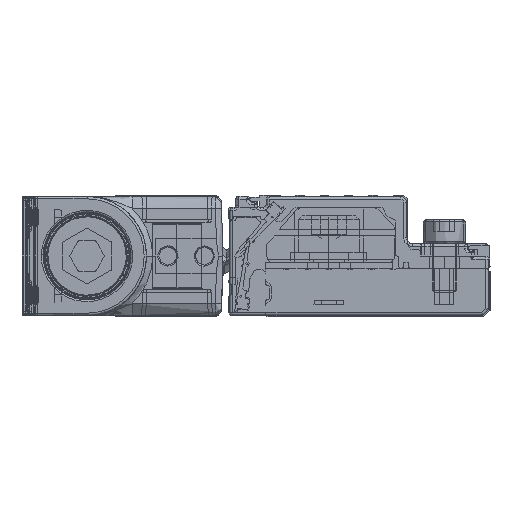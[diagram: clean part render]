
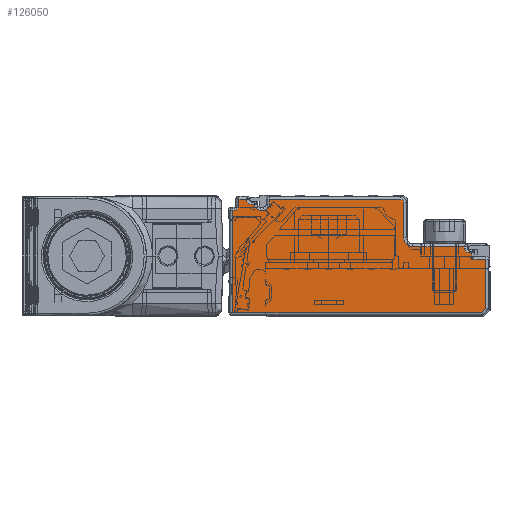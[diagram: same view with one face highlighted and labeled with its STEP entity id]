
A CAD part, left-side view. The second image highlights one B-rep face of the part: STEP entity #126050.
In plain terms, the highlighted planar face has unit normal (-1, 0, 0).
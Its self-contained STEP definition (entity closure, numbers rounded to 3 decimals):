
#125768=AXIS2_PLACEMENT_3D('Circle Axis2P3D',#125766,#125767,$) ;
#125907=AXIS2_PLACEMENT_3D('Plane Axis2P3D',#125904,#125905,#125906) ;
#125930=AXIS2_PLACEMENT_3D('Circle Axis2P3D',#125928,#125929,$) ;
#125944=AXIS2_PLACEMENT_3D('Circle Axis2P3D',#125942,#125943,$) ;
#125965=AXIS2_PLACEMENT_3D('Circle Axis2P3D',#125963,#125964,$) ;
#125979=AXIS2_PLACEMENT_3D('Circle Axis2P3D',#125977,#125978,$) ;
#125993=AXIS2_PLACEMENT_3D('Circle Axis2P3D',#125991,#125992,$) ;
#126014=AXIS2_PLACEMENT_3D('Circle Axis2P3D',#126012,#126013,$) ;
#121403=CARTESIAN_POINT('Vertex',(-3578.,42.3,-7.3)) ;
#121406=CARTESIAN_POINT('Line Origine',(-3578.,42.3,2.)) ;
#121410=CARTESIAN_POINT('Vertex',(-3578.,42.3,9.5)) ;
#121734=CARTESIAN_POINT('Vertex',(-3578.,1.407,-7.3)) ;
#121737=CARTESIAN_POINT('Line Origine',(-3578.,23.168,-7.3)) ;
#121774=CARTESIAN_POINT('Vertex',(-3578.,0.7,-6.593)) ;
#121777=CARTESIAN_POINT('Line Origine',(-3578.,-1.246,-4.646)) ;
#121814=CARTESIAN_POINT('Vertex',(-3578.,0.7,1.5)) ;
#121817=CARTESIAN_POINT('Line Origine',(-3578.,0.7,2.)) ;
#125683=CARTESIAN_POINT('Vertex',(-3578.,3.,2.5)) ;
#125739=CARTESIAN_POINT('Vertex',(-3578.,3.4,2.5)) ;
#125742=CARTESIAN_POINT('Line Origine',(-3578.,21.5,2.5)) ;
#125763=CARTESIAN_POINT('Vertex',(-3578.,4.2,3.3)) ;
#125766=CARTESIAN_POINT('Axis2P3D Location',(-3578.,3.4,3.3)) ;
#125889=CARTESIAN_POINT('Vertex',(-3578.,3.,1.5)) ;
#125892=CARTESIAN_POINT('Line Origine',(-3578.,21.5,1.5)) ;
#125904=CARTESIAN_POINT('Axis2P3D Location',(-3578.,0.2,-7.8)) ;
#125909=CARTESIAN_POINT('Line Origine',(-3578.,3.,2.)) ;
#125914=CARTESIAN_POINT('Line Origine',(-3578.,4.2,3.4)) ;
#125918=CARTESIAN_POINT('Vertex',(-3578.,4.2,3.5)) ;
#125921=CARTESIAN_POINT('Line Origine',(-3578.,8.45,3.5)) ;
#125925=CARTESIAN_POINT('Vertex',(-3578.,12.7,3.5)) ;
#125928=CARTESIAN_POINT('Axis2P3D Location',(-3578.,12.7,5.)) ;
#125932=CARTESIAN_POINT('Vertex',(-3578.,14.2,5.)) ;
#125935=CARTESIAN_POINT('Line Origine',(-3578.,14.2,7.9)) ;
#125939=CARTESIAN_POINT('Vertex',(-3578.,14.2,10.8)) ;
#125942=CARTESIAN_POINT('Axis2P3D Location',(-3578.,14.7,10.8)) ;
#125946=CARTESIAN_POINT('Vertex',(-3578.,14.7,11.3)) ;
#125949=CARTESIAN_POINT('Line Origine',(-3578.,25.5,11.3)) ;
#125953=CARTESIAN_POINT('Vertex',(-3578.,36.3,11.3)) ;
#125956=CARTESIAN_POINT('Line Origine',(-3578.,36.3,10.9)) ;
#125960=CARTESIAN_POINT('Vertex',(-3578.,36.3,10.5)) ;
#125963=CARTESIAN_POINT('Axis2P3D Location',(-3578.,37.3,10.5)) ;
#125967=CARTESIAN_POINT('Vertex',(-3578.,37.3,9.5)) ;
#125970=CARTESIAN_POINT('Line Origine',(-3578.,37.55,9.5)) ;
#125974=CARTESIAN_POINT('Vertex',(-3578.,37.8,9.5)) ;
#125977=CARTESIAN_POINT('Axis2P3D Location',(-3578.,37.8,10.5)) ;
#125981=CARTESIAN_POINT('Vertex',(-3578.,38.8,10.5)) ;
#125984=CARTESIAN_POINT('Line Origine',(-3578.,39.05,10.5)) ;
#125988=CARTESIAN_POINT('Vertex',(-3578.,39.3,10.5)) ;
#125991=CARTESIAN_POINT('Axis2P3D Location',(-3578.,39.3,11.3)) ;
#125995=CARTESIAN_POINT('Vertex',(-3578.,40.1,11.3)) ;
#125998=CARTESIAN_POINT('Line Origine',(-3578.,40.7,11.3)) ;
#126002=CARTESIAN_POINT('Vertex',(-3578.,41.3,11.3)) ;
#126005=CARTESIAN_POINT('Line Origine',(-3578.,41.3,10.8)) ;
#126009=CARTESIAN_POINT('Vertex',(-3578.,41.3,10.3)) ;
#126012=CARTESIAN_POINT('Axis2P3D Location',(-3578.,42.1,10.3)) ;
#126016=CARTESIAN_POINT('Vertex',(-3578.,42.1,9.5)) ;
#126019=CARTESIAN_POINT('Line Origine',(-3578.,42.2,9.5)) ;
#121407=DIRECTION('Vector Direction',(0.,0.,1.)) ;
#121738=DIRECTION('Vector Direction',(0.,1.,0.)) ;
#121778=DIRECTION('Vector Direction',(0.,0.707,-0.707)) ;
#121818=DIRECTION('Vector Direction',(0.,0.,-1.)) ;
#125743=DIRECTION('Vector Direction',(0.,-1.,0.)) ;
#125767=DIRECTION('Axis2P3D Direction',(1.,0.,0.)) ;
#125893=DIRECTION('Vector Direction',(0.,-1.,0.)) ;
#125905=DIRECTION('Axis2P3D Direction',(-1.,0.,0.)) ;
#125906=DIRECTION('Axis2P3D XDirection',(0.,0.,1.)) ;
#125910=DIRECTION('Vector Direction',(0.,0.,1.)) ;
#125915=DIRECTION('Vector Direction',(0.,0.,-1.)) ;
#125922=DIRECTION('Vector Direction',(0.,1.,0.)) ;
#125929=DIRECTION('Axis2P3D Direction',(-1.,0.,0.)) ;
#125936=DIRECTION('Vector Direction',(0.,0.,1.)) ;
#125943=DIRECTION('Axis2P3D Direction',(-1.,0.,0.)) ;
#125950=DIRECTION('Vector Direction',(0.,1.,0.)) ;
#125957=DIRECTION('Vector Direction',(0.,0.,-1.)) ;
#125964=DIRECTION('Axis2P3D Direction',(-1.,0.,0.)) ;
#125971=DIRECTION('Vector Direction',(0.,1.,0.)) ;
#125978=DIRECTION('Axis2P3D Direction',(-1.,0.,0.)) ;
#125985=DIRECTION('Vector Direction',(0.,-1.,0.)) ;
#125992=DIRECTION('Axis2P3D Direction',(-1.,0.,0.)) ;
#125999=DIRECTION('Vector Direction',(0.,1.,0.)) ;
#126006=DIRECTION('Vector Direction',(0.,0.,-1.)) ;
#126013=DIRECTION('Axis2P3D Direction',(-1.,0.,0.)) ;
#126020=DIRECTION('Vector Direction',(0.,1.,0.)) ;
#121408=VECTOR('Line Direction',#121407,1.) ;
#121739=VECTOR('Line Direction',#121738,1.) ;
#121779=VECTOR('Line Direction',#121778,1.) ;
#121819=VECTOR('Line Direction',#121818,1.) ;
#125744=VECTOR('Line Direction',#125743,1.) ;
#125894=VECTOR('Line Direction',#125893,1.) ;
#125911=VECTOR('Line Direction',#125910,1.) ;
#125916=VECTOR('Line Direction',#125915,1.) ;
#125923=VECTOR('Line Direction',#125922,1.) ;
#125937=VECTOR('Line Direction',#125936,1.) ;
#125951=VECTOR('Line Direction',#125950,1.) ;
#125958=VECTOR('Line Direction',#125957,1.) ;
#125972=VECTOR('Line Direction',#125971,1.) ;
#125986=VECTOR('Line Direction',#125985,1.) ;
#126000=VECTOR('Line Direction',#125999,1.) ;
#126007=VECTOR('Line Direction',#126006,1.) ;
#126021=VECTOR('Line Direction',#126020,1.) ;
#126025=ORIENTED_EDGE('',*,*,#125913,.T.) ;
#126026=ORIENTED_EDGE('',*,*,#125746,.T.) ;
#126027=ORIENTED_EDGE('',*,*,#125770,.T.) ;
#126028=ORIENTED_EDGE('',*,*,#125920,.T.) ;
#126029=ORIENTED_EDGE('',*,*,#125927,.T.) ;
#126030=ORIENTED_EDGE('',*,*,#125934,.T.) ;
#126031=ORIENTED_EDGE('',*,*,#125941,.T.) ;
#126032=ORIENTED_EDGE('',*,*,#125948,.T.) ;
#126033=ORIENTED_EDGE('',*,*,#125955,.T.) ;
#126034=ORIENTED_EDGE('',*,*,#125962,.T.) ;
#126035=ORIENTED_EDGE('',*,*,#125969,.T.) ;
#126036=ORIENTED_EDGE('',*,*,#125976,.T.) ;
#126037=ORIENTED_EDGE('',*,*,#125983,.T.) ;
#126038=ORIENTED_EDGE('',*,*,#125990,.T.) ;
#126039=ORIENTED_EDGE('',*,*,#125997,.T.) ;
#126040=ORIENTED_EDGE('',*,*,#126004,.T.) ;
#126041=ORIENTED_EDGE('',*,*,#126011,.T.) ;
#126042=ORIENTED_EDGE('',*,*,#126018,.T.) ;
#126043=ORIENTED_EDGE('',*,*,#126023,.T.) ;
#126044=ORIENTED_EDGE('',*,*,#121412,.T.) ;
#126045=ORIENTED_EDGE('',*,*,#121741,.T.) ;
#126046=ORIENTED_EDGE('',*,*,#121781,.T.) ;
#126047=ORIENTED_EDGE('',*,*,#121821,.T.) ;
#126048=ORIENTED_EDGE('',*,*,#125896,.T.) ;
#126050=ADVANCED_FACE('\X2\FF8AFF9FFF70FF82\X0\ \X2\FF8EFF9EFF83FF9EFF68FF70\X0\',(#126049),#125908,.T.) ;
#125769=CIRCLE('generated circle',#125768,0.8) ;
#125931=CIRCLE('generated circle',#125930,1.5) ;
#125945=CIRCLE('generated circle',#125944,0.5) ;
#125966=CIRCLE('generated circle',#125965,1.) ;
#125980=CIRCLE('generated circle',#125979,1.) ;
#125994=CIRCLE('generated circle',#125993,0.8) ;
#126015=CIRCLE('generated circle',#126014,0.8) ;
#121412=EDGE_CURVE('',#121411,#121404,#121409,.F.) ;
#121741=EDGE_CURVE('',#121404,#121735,#121740,.F.) ;
#121781=EDGE_CURVE('',#121735,#121775,#121780,.F.) ;
#121821=EDGE_CURVE('',#121775,#121815,#121820,.F.) ;
#125746=EDGE_CURVE('',#125684,#125740,#125745,.F.) ;
#125770=EDGE_CURVE('',#125740,#125764,#125769,.T.) ;
#125896=EDGE_CURVE('',#121815,#125890,#125895,.F.) ;
#125913=EDGE_CURVE('',#125890,#125684,#125912,.T.) ;
#125920=EDGE_CURVE('',#125764,#125919,#125917,.F.) ;
#125927=EDGE_CURVE('',#125919,#125926,#125924,.T.) ;
#125934=EDGE_CURVE('',#125926,#125933,#125931,.F.) ;
#125941=EDGE_CURVE('',#125933,#125940,#125938,.T.) ;
#125948=EDGE_CURVE('',#125940,#125947,#125945,.T.) ;
#125955=EDGE_CURVE('',#125947,#125954,#125952,.T.) ;
#125962=EDGE_CURVE('',#125954,#125961,#125959,.T.) ;
#125969=EDGE_CURVE('',#125961,#125968,#125966,.F.) ;
#125976=EDGE_CURVE('',#125968,#125975,#125973,.T.) ;
#125983=EDGE_CURVE('',#125975,#125982,#125980,.F.) ;
#125990=EDGE_CURVE('',#125982,#125989,#125987,.F.) ;
#125997=EDGE_CURVE('',#125989,#125996,#125994,.F.) ;
#126004=EDGE_CURVE('',#125996,#126003,#126001,.T.) ;
#126011=EDGE_CURVE('',#126003,#126010,#126008,.T.) ;
#126018=EDGE_CURVE('',#126010,#126017,#126015,.F.) ;
#126023=EDGE_CURVE('',#126017,#121411,#126022,.T.) ;
#126024=EDGE_LOOP('',(#126025,#126026,#126027,#126028,#126029,#126030,#126031,#126032,#126033,#126034,#126035,#126036,#126037,#126038,#126039,#126040,#126041,#126042,#126043,#126044,#126045,#126046,#126047,#126048)) ;
#126049=FACE_OUTER_BOUND('',#126024,.T.) ;
#121409=LINE('Line',#121406,#121408) ;
#121740=LINE('Line',#121737,#121739) ;
#121780=LINE('Line',#121777,#121779) ;
#121820=LINE('Line',#121817,#121819) ;
#125745=LINE('Line',#125742,#125744) ;
#125895=LINE('Line',#125892,#125894) ;
#125912=LINE('Line',#125909,#125911) ;
#125917=LINE('Line',#125914,#125916) ;
#125924=LINE('Line',#125921,#125923) ;
#125938=LINE('Line',#125935,#125937) ;
#125952=LINE('Line',#125949,#125951) ;
#125959=LINE('Line',#125956,#125958) ;
#125973=LINE('Line',#125970,#125972) ;
#125987=LINE('Line',#125984,#125986) ;
#126001=LINE('Line',#125998,#126000) ;
#126008=LINE('Line',#126005,#126007) ;
#126022=LINE('Line',#126019,#126021) ;
#125908=PLANE('',#125907) ;
#121404=VERTEX_POINT('',#121403) ;
#121411=VERTEX_POINT('',#121410) ;
#121735=VERTEX_POINT('',#121734) ;
#121775=VERTEX_POINT('',#121774) ;
#121815=VERTEX_POINT('',#121814) ;
#125684=VERTEX_POINT('',#125683) ;
#125740=VERTEX_POINT('',#125739) ;
#125764=VERTEX_POINT('',#125763) ;
#125890=VERTEX_POINT('',#125889) ;
#125919=VERTEX_POINT('',#125918) ;
#125926=VERTEX_POINT('',#125925) ;
#125933=VERTEX_POINT('',#125932) ;
#125940=VERTEX_POINT('',#125939) ;
#125947=VERTEX_POINT('',#125946) ;
#125954=VERTEX_POINT('',#125953) ;
#125961=VERTEX_POINT('',#125960) ;
#125968=VERTEX_POINT('',#125967) ;
#125975=VERTEX_POINT('',#125974) ;
#125982=VERTEX_POINT('',#125981) ;
#125989=VERTEX_POINT('',#125988) ;
#125996=VERTEX_POINT('',#125995) ;
#126003=VERTEX_POINT('',#126002) ;
#126010=VERTEX_POINT('',#126009) ;
#126017=VERTEX_POINT('',#126016) ;
